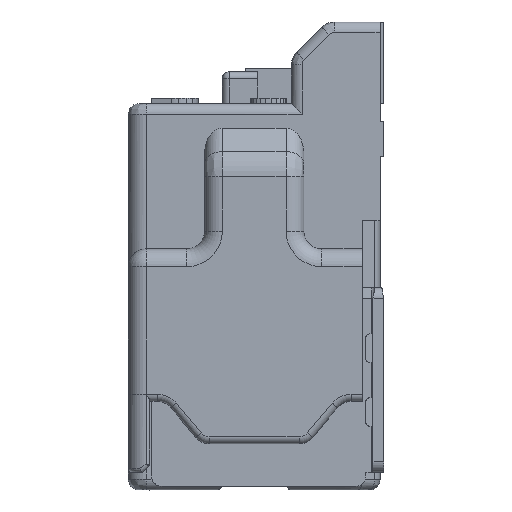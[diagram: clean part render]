
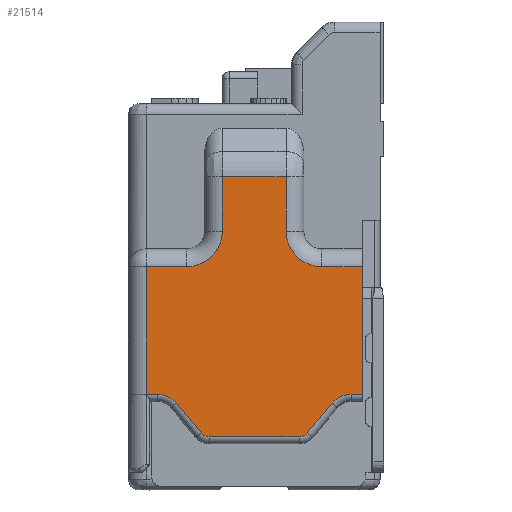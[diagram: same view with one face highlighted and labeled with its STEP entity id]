
A CAD part, left-side view. The second image highlights one B-rep face of the part: STEP entity #21514.
In plain terms, the highlighted planar face has unit normal (-1, 0, 0).
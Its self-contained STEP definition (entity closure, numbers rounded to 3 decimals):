
#4773=DIRECTION('',(0.,0.,1.));
#4774=VECTOR('',#4773,3.6);
#4775=CARTESIAN_POINT('',(-8.,3.9,
-6.7));
#4776=LINE('',#4775,#4774);
#4786=CARTESIAN_POINT('',(-8.,2.75,-2.1));
#4787=DIRECTION('',(1.,0.,0.));
#4788=DIRECTION('',(0.,-1.,0.));
#4789=AXIS2_PLACEMENT_3D('',#4786,#4787,#4788);
#4791=CARTESIAN_POINT('',(-8.,-1.05,-2.1));
#4792=DIRECTION('',(1.,0.,0.));
#4793=DIRECTION('',(0.,0.,-1.));
#4794=AXIS2_PLACEMENT_3D('',#4791,#4792,#4793);
#4796=CARTESIAN_POINT('',(-8.,-1.884,-7.4));
#4797=DIRECTION('',(1.,0.,0.));
#4798=DIRECTION('',(0.,0.768,0.64));
#4799=AXIS2_PLACEMENT_3D('',#4796,#4797,#4798);
#4801=DIRECTION('',(0.,-0.64,0.768));
#4802=VECTOR('',#4801,1.094);
#4803=CARTESIAN_POINT('',(-8.,-0.646,-7.792));
#4804=LINE('',#4803,#4802);
#4805=CARTESIAN_POINT('',(-8.,-0.416,-7.6));
#4806=DIRECTION('',(-1.,0.,0.));
#4807=DIRECTION('',(0.,0.,-1.));
#4808=AXIS2_PLACEMENT_3D('',#4805,#4806,#4807);
#4810=CARTESIAN_POINT('',(-8.,2.116,-7.6));
#4811=DIRECTION('',(-1.,0.,0.));
#4812=DIRECTION('',(0.,0.768,-0.64));
#4813=AXIS2_PLACEMENT_3D('',#4810,#4811,#4812);
#4815=DIRECTION('',(0.,-0.64,-0.768));
#4816=VECTOR('',#4815,1.094);
#4817=CARTESIAN_POINT('',(-8.,3.046,-6.952));
#4818=LINE('',#4817,#4816);
#4819=CARTESIAN_POINT('',(-8.,3.584,-7.4));
#4820=DIRECTION('',(1.,0.,0.));
#4821=DIRECTION('',(0.,0.,1.));
#4822=AXIS2_PLACEMENT_3D('',#4819,#4820,#4821);
#4824=DIRECTION('',(0.,-1.,0.));
#4825=VECTOR('',#4824,1.15);
#4826=CARTESIAN_POINT('',(-8.,3.9,-3.1));
#4827=LINE('',#4826,#4825);
#4982=DIRECTION('',(0.,0.,-1.));
#4983=VECTOR('',#4982,3.6);
#4984=CARTESIAN_POINT('',(-8.,-2.2,-3.1));
#4985=LINE('',#4984,#4983);
#5164=DIRECTION('',(0.,1.,0.));
#5165=VECTOR('',#5164,0.316);
#5166=CARTESIAN_POINT('',(-8.,3.584,-6.7));
#5167=LINE('',#5166,#5165);
#5297=DIRECTION('',(0.,1.,0.));
#5298=VECTOR('',#5297,2.532);
#5299=CARTESIAN_POINT('',(-8.,-0.416,-7.9));
#5300=LINE('',#5299,#5298);
#5339=DIRECTION('',(0.,1.,0.));
#5340=VECTOR('',#5339,0.316);
#5341=CARTESIAN_POINT('',(-8.,-2.2,-6.7));
#5342=LINE('',#5341,#5340);
#5524=DIRECTION('',(0.,-1.,0.));
#5525=VECTOR('',#5524,1.15);
#5526=CARTESIAN_POINT('',(-8.,-1.05,-3.1));
#5527=LINE('',#5526,#5525);
#5543=DIRECTION('',(0.,0.,-1.));
#5544=VECTOR('',#5543,1.536);
#5545=CARTESIAN_POINT('',(-8.,-0.05,-0.564));
#5546=LINE('',#5545,#5544);
#5566=DIRECTION('',(0.,-1.,0.));
#5567=VECTOR('',#5566,1.8);
#5568=CARTESIAN_POINT('',(-8.,1.75,-0.564));
#5569=LINE('',#5568,#5567);
#5589=DIRECTION('',(0.,0.,1.));
#5590=VECTOR('',#5589,1.536);
#5591=CARTESIAN_POINT('',(-8.,1.75,-2.1));
#5592=LINE('',#5591,#5590);
#12195=CARTESIAN_POINT('',(-8.,3.9,
-6.7));
#12196=VERTEX_POINT('',#12195);
#13889=CARTESIAN_POINT('',(-8.,3.9,-3.1));
#13890=VERTEX_POINT('',#13889);
#13891=CARTESIAN_POINT('',(-8.,2.75,-3.1));
#13892=VERTEX_POINT('',#13891);
#13893=CARTESIAN_POINT('',(-8.,1.75,-2.1));
#13894=VERTEX_POINT('',#13893);
#13895=CARTESIAN_POINT('',(-8.,1.75,-0.564));
#13896=VERTEX_POINT('',#13895);
#13897=CARTESIAN_POINT('',(-8.,-0.05,-0.564));
#13898=VERTEX_POINT('',#13897);
#13899=CARTESIAN_POINT('',(-8.,-0.05,-2.1));
#13900=VERTEX_POINT('',#13899);
#13901=CARTESIAN_POINT('',(-8.,-1.05,-3.1));
#13902=VERTEX_POINT('',#13901);
#13903=CARTESIAN_POINT('',(-8.,-2.2,-3.1));
#13904=VERTEX_POINT('',#13903);
#13959=CARTESIAN_POINT('',(-8.,-2.2,-6.7));
#13960=VERTEX_POINT('',#13959);
#13973=CARTESIAN_POINT('',(-8.,-1.884,-6.7));
#13974=VERTEX_POINT('',#13973);
#13975=CARTESIAN_POINT('',(-8.,3.584,-6.7));
#13976=VERTEX_POINT('',#13975);
#13977=CARTESIAN_POINT('',(-8.,3.046,-6.952));
#13978=VERTEX_POINT('',#13977);
#13979=CARTESIAN_POINT('',(-8.,2.346,-7.792));
#13980=VERTEX_POINT('',#13979);
#13981=CARTESIAN_POINT('',(-8.,2.116,-7.9));
#13982=VERTEX_POINT('',#13981);
#13983=CARTESIAN_POINT('',(-8.,-0.416,-7.9));
#13984=VERTEX_POINT('',#13983);
#13985=CARTESIAN_POINT('',(-8.,-0.646,-7.792));
#13986=VERTEX_POINT('',#13985);
#13987=CARTESIAN_POINT('',(-8.,-1.346,-6.952));
#13988=VERTEX_POINT('',#13987);
#21472=CARTESIAN_POINT('',(-8.,-2.7,0.));
#21473=DIRECTION('',(-1.,0.,0.));
#21474=DIRECTION('',(0.,-1.,0.));
#21475=AXIS2_PLACEMENT_3D('',#21472,#21473,#21474);
#21476=PLANE('',#21475);
#21478=ORIENTED_EDGE('',*,*,#21477,.T.);
#21480=ORIENTED_EDGE('',*,*,#21479,.F.);
#21482=ORIENTED_EDGE('',*,*,#21481,.T.);
#21484=ORIENTED_EDGE('',*,*,#21483,.T.);
#21486=ORIENTED_EDGE('',*,*,#21485,.T.);
#21488=ORIENTED_EDGE('',*,*,#21487,.F.);
#21490=ORIENTED_EDGE('',*,*,#21489,.T.);
#21492=ORIENTED_EDGE('',*,*,#21491,.T.);
#21494=ORIENTED_EDGE('',*,*,#21493,.T.);
#21496=ORIENTED_EDGE('',*,*,#21495,.F.);
#21498=ORIENTED_EDGE('',*,*,#21497,.F.);
#21500=ORIENTED_EDGE('',*,*,#21499,.F.);
#21502=ORIENTED_EDGE('',*,*,#21501,.T.);
#21504=ORIENTED_EDGE('',*,*,#21503,.F.);
#21506=ORIENTED_EDGE('',*,*,#21505,.F.);
#21508=ORIENTED_EDGE('',*,*,#21507,.F.);
#21510=ORIENTED_EDGE('',*,*,#21509,.T.);
#21511=ORIENTED_EDGE('',*,*,#21462,.T.);
#21512=EDGE_LOOP('',(#21478,#21480,#21482,#21484,#21486,#21488,#21490,#21492,
#21494,#21496,#21498,#21500,#21502,#21504,#21506,#21508,#21510,#21511));
#21513=FACE_OUTER_BOUND('',#21512,.F.);
#4790=CIRCLE('',#4789,1.);
#4795=CIRCLE('',#4794,1.);
#4800=CIRCLE('',#4799,0.7);
#4809=CIRCLE('',#4808,0.3);
#4814=CIRCLE('',#4813,0.3);
#4823=CIRCLE('',#4822,0.7);
#21462=EDGE_CURVE('',#12196,#13890,#4776,.T.);
#21477=EDGE_CURVE('',#13890,#13892,#4827,.T.);
#21479=EDGE_CURVE('',#13894,#13892,#4790,.T.);
#21481=EDGE_CURVE('',#13894,#13896,#5592,.T.);
#21483=EDGE_CURVE('',#13896,#13898,#5569,.T.);
#21485=EDGE_CURVE('',#13898,#13900,#5546,.T.);
#21487=EDGE_CURVE('',#13902,#13900,#4795,.T.);
#21489=EDGE_CURVE('',#13902,#13904,#5527,.T.);
#21491=EDGE_CURVE('',#13904,#13960,#4985,.T.);
#21493=EDGE_CURVE('',#13960,#13974,#5342,.T.);
#21495=EDGE_CURVE('',#13988,#13974,#4800,.T.);
#21497=EDGE_CURVE('',#13986,#13988,#4804,.T.);
#21499=EDGE_CURVE('',#13984,#13986,#4809,.T.);
#21501=EDGE_CURVE('',#13984,#13982,#5300,.T.);
#21503=EDGE_CURVE('',#13980,#13982,#4814,.T.);
#21505=EDGE_CURVE('',#13978,#13980,#4818,.T.);
#21507=EDGE_CURVE('',#13976,#13978,#4823,.T.);
#21509=EDGE_CURVE('',#13976,#12196,#5167,.T.);
#21514=ADVANCED_FACE('',(#21513),#21476,.T.);
